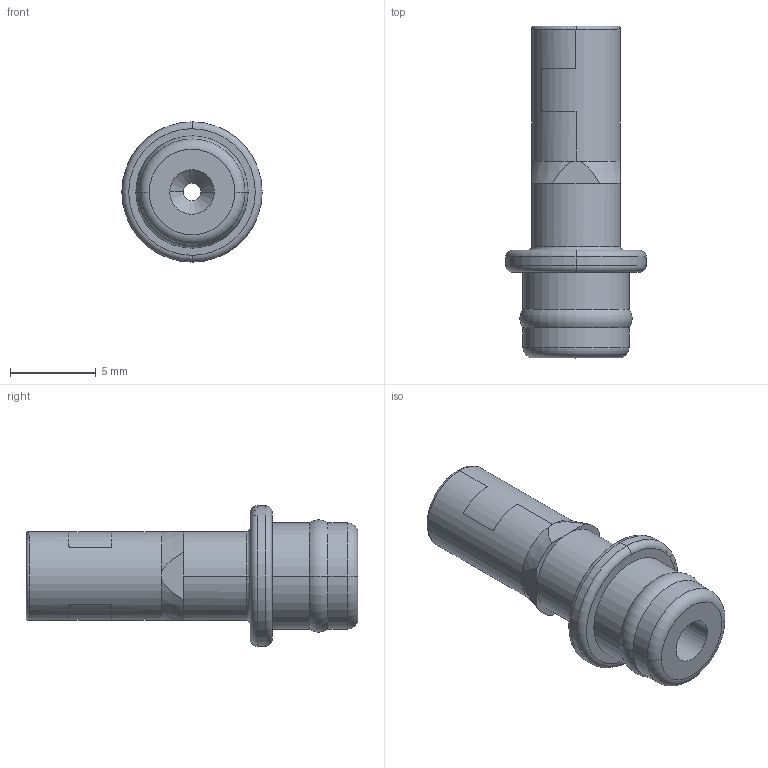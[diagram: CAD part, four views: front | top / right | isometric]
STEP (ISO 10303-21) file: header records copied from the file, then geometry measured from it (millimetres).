
FILE_DESCRIPTION((''),'2;1');
FILE_NAME('PCM_1P6_56','2017-06-17T',('tl.yang'),(''),'PRO/ENGINEER BY PARAMETRIC TECHNOLOGY CORPORATION, 2011500','PRO/ENGINEER BY PARAMETRIC TECHNOLOGY CORPORATION, 2011500','');
FILE_SCHEMA(('CONFIG_CONTROL_DESIGN'));
Length unit declared in the file: millimetre
Products named in the file (1): PCM_1P6_56
Bounding box: 8.2 x 19.4 x 8.2 mm (x, y, z)
Volume: 407.6 mm3; surface area: 596.9 mm2
Topology: 1 solids, 1 shells, 54 faces, 146 edges, 98 vertices
Faces by surface type: cylinder 16, plane 14, torus 14, cone 10
Entity records: 1921 total; most frequent: CARTESIAN_POINT 437, DIRECTION 340, ORIENTED_EDGE 292, AXIS2_PLACEMENT_3D 152, EDGE_CURVE 146, VERTEX_POINT 98, CIRCLE 98, EDGE_LOOP 60
